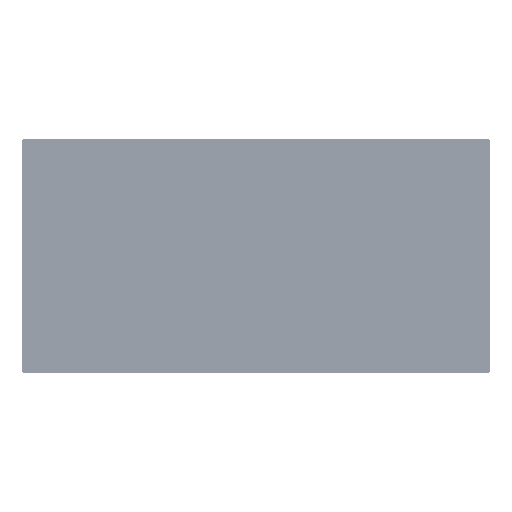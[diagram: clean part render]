
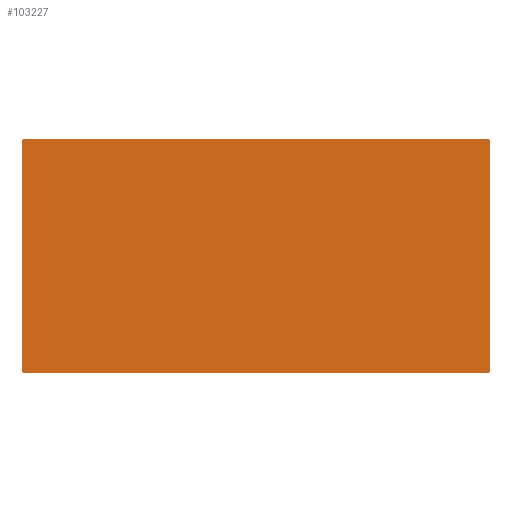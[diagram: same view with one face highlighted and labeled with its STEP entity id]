
A CAD part, top view. The second image highlights one B-rep face of the part: STEP entity #103227.
In plain terms, the highlighted planar face has unit normal (0, 0, 1).
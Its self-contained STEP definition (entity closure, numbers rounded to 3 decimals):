
#1852 = VERTEX_POINT ( 'NONE', #35743 ) ;
#3310 = CARTESIAN_POINT ( 'NONE',  ( 392.633, -580.031, -200.001 ) ) ;
#6165 = AXIS2_PLACEMENT_3D ( 'NONE', #3310, #107246, #18867 ) ;
#6416 = VERTEX_POINT ( 'NONE', #49683 ) ;
#8703 = ORIENTED_EDGE ( 'NONE', *, *, #12037, .T. ) ;
#9523 = CARTESIAN_POINT ( 'NONE',  ( 403.633, 597.969, -200.001 ) ) ;
#11212 = CARTESIAN_POINT ( 'NONE',  ( 392.633, 297.969, -200.001 ) ) ;
#12037 = EDGE_CURVE ( 'NONE', #26549, #64313, #176779, .T. ) ;
#17457 = CARTESIAN_POINT ( 'NONE',  ( 392.633, -591.031, -200.001 ) ) ;
#18867 = DIRECTION ( 'NONE',  ( 0., 1., 0. ) ) ;
#20930 = DIRECTION ( 'NONE',  ( 0., -1., 0. ) ) ;
#24386 = EDGE_CURVE ( 'NONE', #64313, #6416, #169885, .T. ) ;
#26196 = VERTEX_POINT ( 'NONE', #132648 ) ;
#26549 = VERTEX_POINT ( 'NONE', #17457 ) ;
#29526 = ORIENTED_EDGE ( 'NONE', *, *, #162598, .T. ) ;
#29828 = VECTOR ( 'NONE', #186394, 1000. ) ;
#35743 = CARTESIAN_POINT ( 'NONE',  ( 392.633, 308.969, -200.001 ) ) ;
#37398 = DIRECTION ( 'NONE',  ( 0., 0., 1. ) ) ;
#38448 = DIRECTION ( 'NONE',  ( 0., 0., 1. ) ) ;
#42441 = EDGE_CURVE ( 'NONE', #79853, #26196, #179143, .T. ) ;
#45818 = CIRCLE ( 'NONE', #132659, 11. ) ;
#46018 = LINE ( 'NONE', #46961, #122468 ) ;
#46961 = CARTESIAN_POINT ( 'NONE',  ( 192.633, 308.969, -200.001 ) ) ;
#48286 = EDGE_CURVE ( 'NONE', #6416, #1852, #45818, .T. ) ;
#49683 = CARTESIAN_POINT ( 'NONE',  ( 403.633, 297.969, -200.001 ) ) ;
#49868 = AXIS2_PLACEMENT_3D ( 'NONE', #185108, #37398, #20930 ) ;
#51156 = VECTOR ( 'NONE', #69646, 1000. ) ;
#60076 = AXIS2_PLACEMENT_3D ( 'NONE', #150900, #180994, #88678 ) ;
#63577 = CARTESIAN_POINT ( 'NONE',  ( 403.633, -580.031, -200.001 ) ) ;
#64313 = VERTEX_POINT ( 'NONE', #63577 ) ;
#65493 = ORIENTED_EDGE ( 'NONE', *, *, #48286, .T. ) ;
#67602 = EDGE_CURVE ( 'NONE', #26196, #88177, #94938, .T. ) ;
#69080 = CARTESIAN_POINT ( 'NONE',  ( -1385.367, 297.969, -200.001 ) ) ;
#69646 = DIRECTION ( 'NONE',  ( 1., 0., 0. ) ) ;
#79853 = VERTEX_POINT ( 'NONE', #86995 ) ;
#83264 = LINE ( 'NONE', #98813, #51156 ) ;
#86167 = ORIENTED_EDGE ( 'NONE', *, *, #42441, .T. ) ;
#86995 = CARTESIAN_POINT ( 'NONE',  ( -1385.367, 308.969, -200.001 ) ) ;
#88177 = VERTEX_POINT ( 'NONE', #116128 ) ;
#88678 = DIRECTION ( 'NONE',  ( 0., 1., 0. ) ) ;
#91098 = DIRECTION ( 'NONE',  ( 0., -1., 0. ) ) ;
#94938 = LINE ( 'NONE', #138726, #121360 ) ;
#98813 = CARTESIAN_POINT ( 'NONE',  ( 192.633, -591.031, -200.001 ) ) ;
#103227 = ADVANCED_FACE ( 'NONE', ( #169576 ), #168628, .T. ) ;
#105265 = DIRECTION ( 'NONE',  ( -1., 0., 0. ) ) ;
#107246 = DIRECTION ( 'NONE',  ( 0., 0., 1. ) ) ;
#116117 = DIRECTION ( 'NONE',  ( 0., 1., 0. ) ) ;
#116128 = CARTESIAN_POINT ( 'NONE',  ( -1396.367, -580.031, -200.001 ) ) ;
#119361 = CARTESIAN_POINT ( 'NONE',  ( -1385.367, -591.031, -200.001 ) ) ;
#121360 = VECTOR ( 'NONE', #91098, 1000. ) ;
#121897 = EDGE_CURVE ( 'NONE', #1852, #79853, #46018, .T. ) ;
#122468 = VECTOR ( 'NONE', #105265, 1000. ) ;
#124945 = ORIENTED_EDGE ( 'NONE', *, *, #67602, .T. ) ;
#125279 = CIRCLE ( 'NONE', #60076, 11. ) ;
#128408 = DIRECTION ( 'NONE',  ( 0., 0., 1. ) ) ;
#129234 = ORIENTED_EDGE ( 'NONE', *, *, #24386, .T. ) ;
#132648 = CARTESIAN_POINT ( 'NONE',  ( -1396.367, 297.969, -200.001 ) ) ;
#132659 = AXIS2_PLACEMENT_3D ( 'NONE', #11212, #38448, #116117 ) ;
#138726 = CARTESIAN_POINT ( 'NONE',  ( -1396.367, 597.969, -200.001 ) ) ;
#143760 = VERTEX_POINT ( 'NONE', #119361 ) ;
#146526 = EDGE_LOOP ( 'NONE', ( #153359, #86167, #124945, #29526, #188436, #8703, #129234, #65493 ) ) ;
#150900 = CARTESIAN_POINT ( 'NONE',  ( -1385.367, -580.031, -200.001 ) ) ;
#153359 = ORIENTED_EDGE ( 'NONE', *, *, #121897, .T. ) ;
#157360 = AXIS2_PLACEMENT_3D ( 'NONE', #69080, #128408, #187697 ) ;
#162598 = EDGE_CURVE ( 'NONE', #88177, #143760, #125279, .T. ) ;
#168628 = PLANE ( 'NONE',  #49868 ) ;
#169576 = FACE_OUTER_BOUND ( 'NONE', #146526, .T. ) ;
#169885 = LINE ( 'NONE', #9523, #29828 ) ;
#176779 = CIRCLE ( 'NONE', #6165, 11. ) ;
#179143 = CIRCLE ( 'NONE', #157360, 11. ) ;
#180136 = EDGE_CURVE ( 'NONE', #143760, #26549, #83264, .T. ) ;
#180994 = DIRECTION ( 'NONE',  ( 0., 0., 1. ) ) ;
#185108 = CARTESIAN_POINT ( 'NONE',  ( 192.633, 597.969, -200.001 ) ) ;
#186394 = DIRECTION ( 'NONE',  ( 0., 1., 0. ) ) ;
#187697 = DIRECTION ( 'NONE',  ( 0., 1., 0. ) ) ;
#188436 = ORIENTED_EDGE ( 'NONE', *, *, #180136, .T. ) ;
